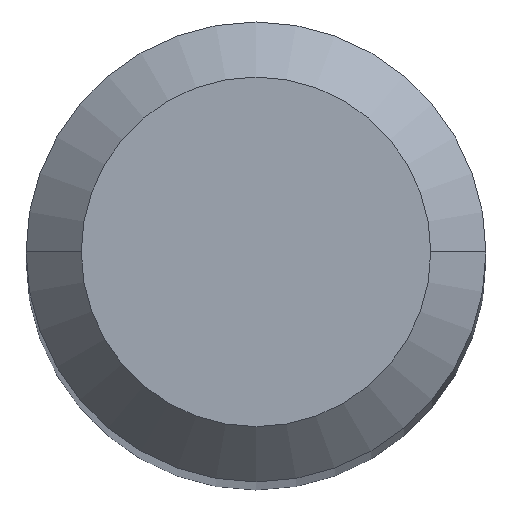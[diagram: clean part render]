
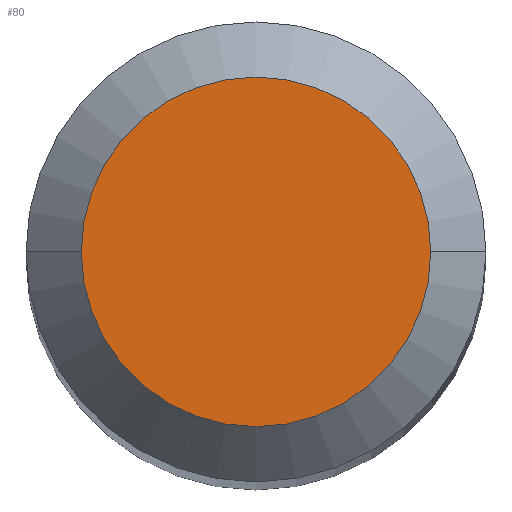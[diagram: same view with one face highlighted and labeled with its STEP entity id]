
A CAD part, top view. The second image highlights one B-rep face of the part: STEP entity #80.
In plain terms, the highlighted planar face has unit normal (0, 0, 1).
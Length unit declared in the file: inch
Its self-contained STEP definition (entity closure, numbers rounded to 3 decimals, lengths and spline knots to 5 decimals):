
#14 = DIRECTION ( 'NONE',  ( 0., 0., -1. ) ) ;
#17 = EDGE_CURVE ( 'NONE', #189, #383, #214, .T. ) ;
#25 = EDGE_CURVE ( 'NONE', #383, #189, #335, .T. ) ;
#78 = DIRECTION ( 'NONE',  ( 1., 0., 0. ) ) ;
#80 = ADVANCED_FACE ( 'NONE', ( #200 ), #227, .F. ) ;
#127 = CARTESIAN_POINT ( 'NONE',  ( 0., 0., 0. ) ) ;
#189 = VERTEX_POINT ( 'NONE', #413 ) ;
#195 = EDGE_LOOP ( 'NONE', ( #318, #402 ) ) ;
#200 = FACE_OUTER_BOUND ( 'NONE', #195, .T. ) ;
#213 = CARTESIAN_POINT ( 'NONE',  ( -0.0475, 0., 0. ) ) ;
#214 = CIRCLE ( 'NONE', #275, 0.0475 ) ;
#227 = PLANE ( 'NONE',  #391 ) ;
#256 = DIRECTION ( 'NONE',  ( 0., 0., 1. ) ) ;
#275 = AXIS2_PLACEMENT_3D ( 'NONE', #445, #404, #293 ) ;
#293 = DIRECTION ( 'NONE',  ( 1., 0., 0. ) ) ;
#318 = ORIENTED_EDGE ( 'NONE', *, *, #25, .T. ) ;
#335 = CIRCLE ( 'NONE', #397, 0.0475 ) ;
#338 = CARTESIAN_POINT ( 'NONE',  ( 0., 0.0475, 0. ) ) ;
#379 = DIRECTION ( 'NONE',  ( -1., 0., 0. ) ) ;
#383 = VERTEX_POINT ( 'NONE', #213 ) ;
#391 = AXIS2_PLACEMENT_3D ( 'NONE', #338, #14, #379 ) ;
#397 = AXIS2_PLACEMENT_3D ( 'NONE', #127, #256, #78 ) ;
#402 = ORIENTED_EDGE ( 'NONE', *, *, #17, .T. ) ;
#404 = DIRECTION ( 'NONE',  ( 0., 0., 1. ) ) ;
#413 = CARTESIAN_POINT ( 'NONE',  ( 0.0475, 0., 0. ) ) ;
#445 = CARTESIAN_POINT ( 'NONE',  ( 0., 0., 0. ) ) ;
